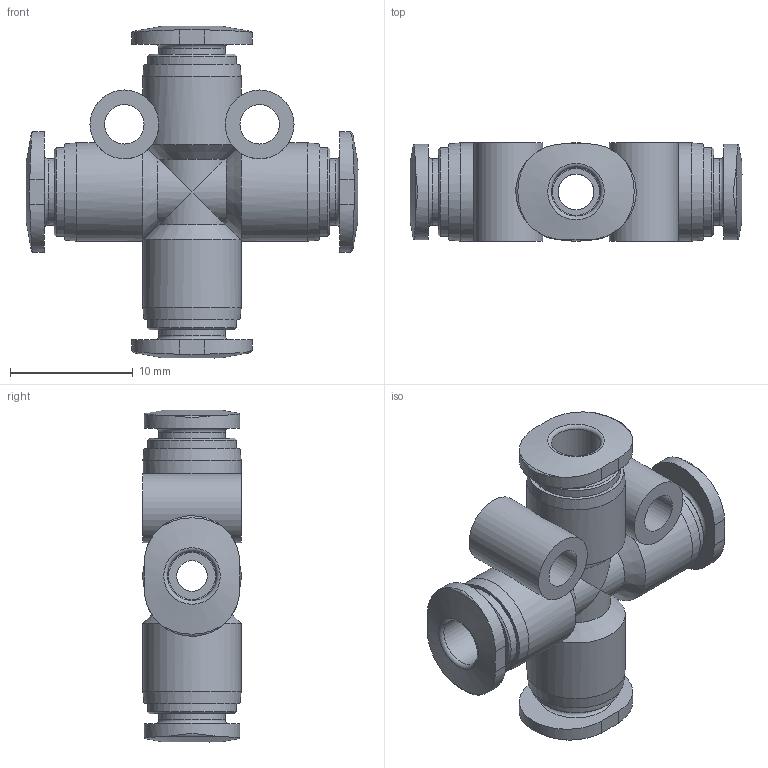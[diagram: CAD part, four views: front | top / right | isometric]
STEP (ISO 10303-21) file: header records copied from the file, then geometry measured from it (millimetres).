
FILE_DESCRIPTION(/* description */ ('STEP AP214'),/* implementation_level */ '2;1');
FILE_NAME(/* name */ '153379_QSMX-4',/* time_stamp */ '2024-09-14T14:17:24+02:00',/* author */ ('License CC BY-ND 4.0'),/* organization */ ('CADENAS'),/* preprocessor_version */ 'ST-DEVELOPER v19.3',/* originating_system */ 'PARTsolutions',/* authorisation */ ' ');
FILE_SCHEMA (('AUTOMOTIVE_DESIGN {1 0 10303 214 3 1 1}'));
Length unit declared in the file: millimetre
Products named in the file (1): 153379 QSMX-4
Bounding box: 27 x 8 x 27 mm (x, y, z)
Volume: 1757.5 mm3; surface area: 2497.4 mm2
Topology: 1 solids, 1 shells, 107 faces, 252 edges, 161 vertices
Faces by surface type: cylinder 39, plane 28, cone 20, torus 20
Full cylindrical faces by diameter (mm): 2.5 x2, 2.9 x1, 3.2 x2, 4 x4, 5.4 x4, 5.6 x2, 7.2 x4, 8 x4
Entity records: 3707 total; most frequent: CARTESIAN_POINT 740, DIRECTION 440, ORIENTED_EDGE 396, AXIS2_PLACEMENT_3D 208, EDGE_CURVE 198, EDGE_LOOP 178, FACE_BOUND 178, VERTEX_POINT 154
